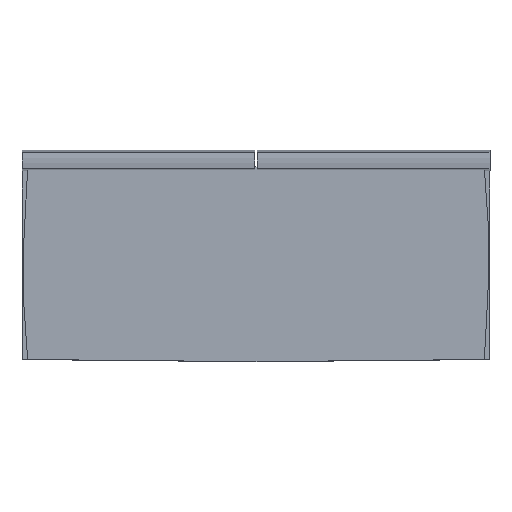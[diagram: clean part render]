
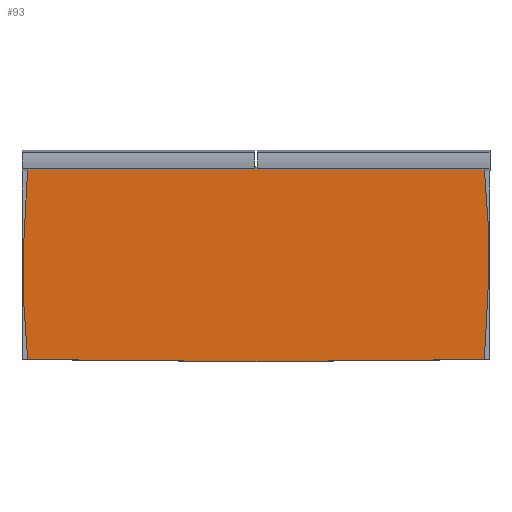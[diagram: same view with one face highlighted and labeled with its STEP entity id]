
A CAD part, top view. The second image highlights one B-rep face of the part: STEP entity #93.
In plain terms, the highlighted planar face has unit normal (0, 0, 1).
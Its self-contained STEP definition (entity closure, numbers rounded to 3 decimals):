
#93=ADVANCED_FACE('',(#133),#518,.T.);
#133=FACE_OUTER_BOUND('',#173,.T.);
#173=EDGE_LOOP('',(#314,#315,#316,#317));
#314=ORIENTED_EDGE('',*,*,#380,.T.);
#315=ORIENTED_EDGE('',*,*,#384,.T.);
#316=ORIENTED_EDGE('',*,*,#387,.T.);
#317=ORIENTED_EDGE('',*,*,#389,.T.);
#380=EDGE_CURVE('',#494,#493,#441,.T.);
#384=EDGE_CURVE('',#493,#496,#445,.T.);
#387=EDGE_CURVE('',#496,#498,#448,.T.);
#389=EDGE_CURVE('',#498,#494,#450,.T.);
#441=(
BOUNDED_CURVE()
B_SPLINE_CURVE(2,(#1031,#1032,#1033),.UNSPECIFIED.,.F.,.F.)
B_SPLINE_CURVE_WITH_KNOTS((3,3),(0.,1962.728),.UNSPECIFIED.)
CURVE()
GEOMETRIC_REPRESENTATION_ITEM()
RATIONAL_B_SPLINE_CURVE((1.,1.,1.))
REPRESENTATION_ITEM('')
);
#445=(
BOUNDED_CURVE()
B_SPLINE_CURVE(2,(#1041,#1042,#1043),.UNSPECIFIED.,.F.,.F.)
B_SPLINE_CURVE_WITH_KNOTS((3,3),(1962.728,2783.984),
 .UNSPECIFIED.)
CURVE()
GEOMETRIC_REPRESENTATION_ITEM()
RATIONAL_B_SPLINE_CURVE((1.,0.995,1.))
REPRESENTATION_ITEM('')
);
#448=(
BOUNDED_CURVE()
B_SPLINE_CURVE(2,(#1049,#1050,#1051),.UNSPECIFIED.,.F.,.F.)
B_SPLINE_CURVE_WITH_KNOTS((3,3),(2783.984,4746.711),
 .UNSPECIFIED.)
CURVE()
GEOMETRIC_REPRESENTATION_ITEM()
RATIONAL_B_SPLINE_CURVE((1.,1.,1.))
REPRESENTATION_ITEM('')
);
#450=(
BOUNDED_CURVE()
B_SPLINE_CURVE(2,(#1055,#1056,#1057),.UNSPECIFIED.,.F.,.F.)
B_SPLINE_CURVE_WITH_KNOTS((3,3),(4746.711,5567.967),
 .UNSPECIFIED.)
CURVE()
GEOMETRIC_REPRESENTATION_ITEM()
RATIONAL_B_SPLINE_CURVE((1.,0.995,1.))
REPRESENTATION_ITEM('')
);
#493=VERTEX_POINT('',#1020);
#494=VERTEX_POINT('',#1021);
#496=VERTEX_POINT('',#1023);
#498=VERTEX_POINT('',#1025);
#518=PLANE('',#578);
#578=AXIS2_PLACEMENT_3D('',#1017,#602,$);
#602=DIRECTION('',(0.,0.,1.));
#1017=CARTESIAN_POINT('',(282812.435,25956.067,420.431));
#1020=CARTESIAN_POINT('',(283082.331,26890.152,420.431));
#1021=CARTESIAN_POINT('',(285044.942,26890.152,420.431));
#1023=CARTESIAN_POINT('',(283082.331,26070.152,420.431));
#1025=CARTESIAN_POINT('',(285044.942,26070.152,420.431));
#1031=CARTESIAN_POINT('',(285044.942,26890.152,420.431));
#1032=CARTESIAN_POINT('',(284063.637,26908.691,420.431));
#1033=CARTESIAN_POINT('',(283082.331,26890.152,420.431));
#1041=CARTESIAN_POINT('',(283082.331,26890.152,420.431));
#1042=CARTESIAN_POINT('',(283042.929,26480.152,420.431));
#1043=CARTESIAN_POINT('',(283082.331,26070.152,420.431));
#1049=CARTESIAN_POINT('',(283082.331,26070.152,420.431));
#1050=CARTESIAN_POINT('',(284063.637,26051.613,420.431));
#1051=CARTESIAN_POINT('',(285044.942,26070.152,420.431));
#1055=CARTESIAN_POINT('',(285044.942,26070.152,420.431));
#1056=CARTESIAN_POINT('',(285084.344,26480.152,420.431));
#1057=CARTESIAN_POINT('',(285044.942,26890.152,420.431));
